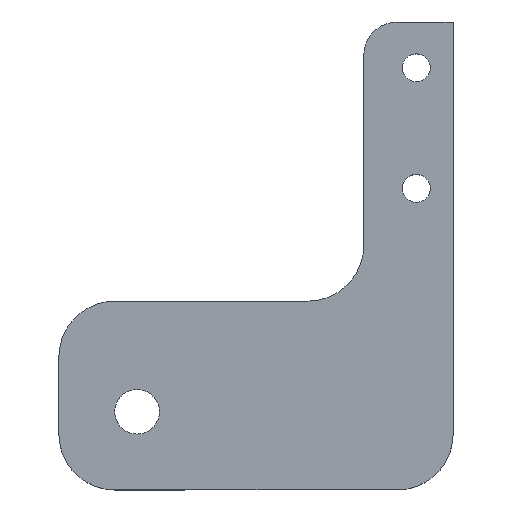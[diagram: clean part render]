
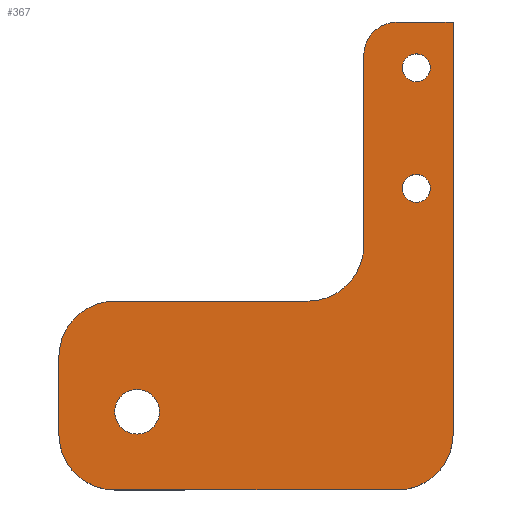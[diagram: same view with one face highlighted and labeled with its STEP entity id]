
A CAD part, top view. The second image highlights one B-rep face of the part: STEP entity #367.
In plain terms, the highlighted planar face has unit normal (0, 0, 1).
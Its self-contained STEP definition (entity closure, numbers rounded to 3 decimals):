
#8 = VERTEX_POINT ( 'NONE', #532 ) ;
#9 = AXIS2_PLACEMENT_3D ( 'NONE', #633, #422, #206 ) ;
#20 = CARTESIAN_POINT ( 'NONE',  ( -8., -20., 4.2 ) ) ;
#21 = EDGE_CURVE ( 'NONE', #289, #426, #334, .T. ) ;
#30 = DIRECTION ( 'NONE',  ( 1., 0., 0. ) ) ;
#32 = ORIENTED_EDGE ( 'NONE', *, *, #381, .T. ) ;
#33 = CARTESIAN_POINT ( 'NONE',  ( 0., -36.9, 4.2 ) ) ;
#35 = EDGE_CURVE ( 'NONE', #553, #198, #270, .T. ) ;
#37 = ORIENTED_EDGE ( 'NONE', *, *, #701, .T. ) ;
#39 = VECTOR ( 'NONE', #389, 1000. ) ;
#50 = EDGE_CURVE ( 'NONE', #120, #148, #606, .T. ) ;
#57 = AXIS2_PLACEMENT_3D ( 'NONE', #129, #399, #674 ) ;
#59 = VERTEX_POINT ( 'NONE', #637 ) ;
#64 = CARTESIAN_POINT ( 'NONE',  ( -28.3, -34.9, 4.2 ) ) ;
#68 = EDGE_CURVE ( 'NONE', #169, #401, #574, .T. ) ;
#70 = AXIS2_PLACEMENT_3D ( 'NONE', #607, #106, #263 ) ;
#74 = DIRECTION ( 'NONE',  ( -1., 0., 0. ) ) ;
#75 = PLANE ( 'NONE',  #492 ) ;
#78 = LINE ( 'NONE', #309, #542 ) ;
#79 = DIRECTION ( 'NONE',  ( -1., 0., 0. ) ) ;
#81 = AXIS2_PLACEMENT_3D ( 'NONE', #140, #190, #187 ) ;
#83 = VECTOR ( 'NONE', #294, 1000. ) ;
#85 = CARTESIAN_POINT ( 'NONE',  ( 0., 0., 4.2 ) ) ;
#97 = EDGE_CURVE ( 'NONE', #198, #553, #176, .T. ) ;
#102 = DIRECTION ( 'NONE',  ( 1., 0., 0. ) ) ;
#106 = DIRECTION ( 'NONE',  ( 0., 0., 1. ) ) ;
#116 = ORIENTED_EDGE ( 'NONE', *, *, #21, .F. ) ;
#120 = VERTEX_POINT ( 'NONE', #666 ) ;
#121 = CARTESIAN_POINT ( 'NONE',  ( -8., -20., 4.2 ) ) ;
#123 = ORIENTED_EDGE ( 'NONE', *, *, #673, .T. ) ;
#124 = CARTESIAN_POINT ( 'NONE',  ( -30.3, -25., 4.2 ) ) ;
#129 = CARTESIAN_POINT ( 'NONE',  ( -3.3, -14.9, 4.2 ) ) ;
#138 = DIRECTION ( 'NONE',  ( 1., 0., 0. ) ) ;
#140 = CARTESIAN_POINT ( 'NONE',  ( -5., -36.9, 4.2 ) ) ;
#144 = ORIENTED_EDGE ( 'NONE', *, *, #685, .T. ) ;
#148 = VERTEX_POINT ( 'NONE', #489 ) ;
#164 = ORIENTED_EDGE ( 'NONE', *, *, #496, .T. ) ;
#165 = EDGE_CURVE ( 'NONE', #549, #59, #231, .T. ) ;
#166 = VERTEX_POINT ( 'NONE', #499 ) ;
#169 = VERTEX_POINT ( 'NONE', #211 ) ;
#170 = DIRECTION ( 'NONE',  ( 0., 0., 1. ) ) ;
#171 = EDGE_LOOP ( 'NONE', ( #600, #116 ) ) ;
#176 = CIRCLE ( 'NONE', #715, 1.25 ) ;
#180 = DIRECTION ( 'NONE',  ( 0., 0., -1. ) ) ;
#185 = LINE ( 'NONE', #580, #83 ) ;
#187 = DIRECTION ( 'NONE',  ( -1., 0., 0. ) ) ;
#190 = DIRECTION ( 'NONE',  ( 0., 0., 1. ) ) ;
#192 = DIRECTION ( 'NONE',  ( 0., 0., 1. ) ) ;
#194 = CARTESIAN_POINT ( 'NONE',  ( -5., 0., 4.2 ) ) ;
#196 = VECTOR ( 'NONE', #30, 1000. ) ;
#197 = EDGE_CURVE ( 'NONE', #59, #554, #382, .T. ) ;
#198 = VERTEX_POINT ( 'NONE', #540 ) ;
#199 = ORIENTED_EDGE ( 'NONE', *, *, #405, .T. ) ;
#203 = DIRECTION ( 'NONE',  ( 0., -1., 0. ) ) ;
#206 = DIRECTION ( 'NONE',  ( 1., 0., 0. ) ) ;
#207 = DIRECTION ( 'NONE',  ( 0., 0., 1. ) ) ;
#211 = CARTESIAN_POINT ( 'NONE',  ( -35.3, -36.9, 4.2 ) ) ;
#225 = CIRCLE ( 'NONE', #594, 2. ) ;
#231 = CIRCLE ( 'NONE', #70, 3. ) ;
#233 = FACE_BOUND ( 'NONE', #269, .T. ) ;
#237 = EDGE_CURVE ( 'NONE', #426, #289, #609, .T. ) ;
#240 = FACE_OUTER_BOUND ( 'NONE', #669, .T. ) ;
#244 = CARTESIAN_POINT ( 'NONE',  ( -30.3, -41.9, 4.2 ) ) ;
#250 = LINE ( 'NONE', #526, #196 ) ;
#252 = ORIENTED_EDGE ( 'NONE', *, *, #97, .F. ) ;
#255 = VERTEX_POINT ( 'NONE', #85 ) ;
#258 = CARTESIAN_POINT ( 'NONE',  ( -3.3, -4.1, 4.2 ) ) ;
#263 = DIRECTION ( 'NONE',  ( -1., 0., 0. ) ) ;
#269 = EDGE_LOOP ( 'NONE', ( #439, #252 ) ) ;
#270 = CIRCLE ( 'NONE', #490, 1.25 ) ;
#287 = DIRECTION ( 'NONE',  ( 0., 0., -1. ) ) ;
#289 = VERTEX_POINT ( 'NONE', #682 ) ;
#294 = DIRECTION ( 'NONE',  ( -1., 0., 0. ) ) ;
#300 = EDGE_CURVE ( 'NONE', #554, #166, #579, .T. ) ;
#301 = AXIS2_PLACEMENT_3D ( 'NONE', #698, #625, #138 ) ;
#306 = DIRECTION ( 'NONE',  ( 1., 0., 0. ) ) ;
#309 = CARTESIAN_POINT ( 'NONE',  ( -35.3, -36.9, 4.2 ) ) ;
#323 = CIRCLE ( 'NONE', #9, 5. ) ;
#325 = EDGE_LOOP ( 'NONE', ( #601, #388 ) ) ;
#330 = ORIENTED_EDGE ( 'NONE', *, *, #300, .T. ) ;
#334 = CIRCLE ( 'NONE', #376, 1.25 ) ;
#346 = FACE_BOUND ( 'NONE', #171, .T. ) ;
#355 = VECTOR ( 'NONE', #410, 1000. ) ;
#356 = CARTESIAN_POINT ( 'NONE',  ( -5., -36.9, 4.2 ) ) ;
#357 = CARTESIAN_POINT ( 'NONE',  ( -5., -41.9, 4.2 ) ) ;
#367 = ADVANCED_FACE ( 'NONE', ( #233, #346, #240, #460 ), #75, .F. ) ;
#376 = AXIS2_PLACEMENT_3D ( 'NONE', #642, #703, #306 ) ;
#378 = CARTESIAN_POINT ( 'NONE',  ( 0., 0., 4.2 ) ) ;
#380 = VERTEX_POINT ( 'NONE', #512 ) ;
#381 = EDGE_CURVE ( 'NONE', #558, #498, #525, .T. ) ;
#382 = LINE ( 'NONE', #121, #39 ) ;
#388 = ORIENTED_EDGE ( 'NONE', *, *, #50, .F. ) ;
#389 = DIRECTION ( 'NONE',  ( 0., -1., 0. ) ) ;
#394 = AXIS2_PLACEMENT_3D ( 'NONE', #425, #471, #477 ) ;
#399 = DIRECTION ( 'NONE',  ( 0., 0., 1. ) ) ;
#401 = VERTEX_POINT ( 'NONE', #244 ) ;
#405 = EDGE_CURVE ( 'NONE', #166, #380, #573, .T. ) ;
#410 = DIRECTION ( 'NONE',  ( -1., 0., 0. ) ) ;
#412 = ORIENTED_EDGE ( 'NONE', *, *, #68, .T. ) ;
#422 = DIRECTION ( 'NONE',  ( 0., 0., 1. ) ) ;
#425 = CARTESIAN_POINT ( 'NONE',  ( -28.3, -34.9, 4.2 ) ) ;
#426 = VERTEX_POINT ( 'NONE', #559 ) ;
#428 = LINE ( 'NONE', #378, #667 ) ;
#434 = CARTESIAN_POINT ( 'NONE',  ( -3.3, -4.1, 4.2 ) ) ;
#439 = ORIENTED_EDGE ( 'NONE', *, *, #35, .F. ) ;
#451 = ORIENTED_EDGE ( 'NONE', *, *, #485, .T. ) ;
#460 = FACE_BOUND ( 'NONE', #325, .T. ) ;
#471 = DIRECTION ( 'NONE',  ( 0., 0., 1. ) ) ;
#477 = DIRECTION ( 'NONE',  ( 1., 0., 0. ) ) ;
#483 = DIRECTION ( 'NONE',  ( 0., 1., 0. ) ) ;
#485 = EDGE_CURVE ( 'NONE', #498, #255, #428, .T. ) ;
#489 = CARTESIAN_POINT ( 'NONE',  ( -30.3, -34.9, 4.2 ) ) ;
#490 = AXIS2_PLACEMENT_3D ( 'NONE', #258, #207, #527 ) ;
#492 = AXIS2_PLACEMENT_3D ( 'NONE', #356, #180, #79 ) ;
#496 = EDGE_CURVE ( 'NONE', #380, #8, #323, .T. ) ;
#498 = VERTEX_POINT ( 'NONE', #33 ) ;
#499 = CARTESIAN_POINT ( 'NONE',  ( -13., -25., 4.2 ) ) ;
#510 = ORIENTED_EDGE ( 'NONE', *, *, #165, .T. ) ;
#512 = CARTESIAN_POINT ( 'NONE',  ( -30.3, -25., 4.2 ) ) ;
#516 = DIRECTION ( 'NONE',  ( 1., 0., 0. ) ) ;
#525 = CIRCLE ( 'NONE', #81, 5. ) ;
#526 = CARTESIAN_POINT ( 'NONE',  ( -5., -41.9, 4.2 ) ) ;
#527 = DIRECTION ( 'NONE',  ( 1., 0., 0. ) ) ;
#532 = CARTESIAN_POINT ( 'NONE',  ( -35.3, -30., 4.2 ) ) ;
#540 = CARTESIAN_POINT ( 'NONE',  ( -4.55, -4.1, 4.2 ) ) ;
#542 = VECTOR ( 'NONE', #203, 1000. ) ;
#549 = VERTEX_POINT ( 'NONE', #194 ) ;
#553 = VERTEX_POINT ( 'NONE', #636 ) ;
#554 = VERTEX_POINT ( 'NONE', #20 ) ;
#558 = VERTEX_POINT ( 'NONE', #357 ) ;
#559 = CARTESIAN_POINT ( 'NONE',  ( -2.05, -14.9, 4.2 ) ) ;
#573 = LINE ( 'NONE', #124, #355 ) ;
#574 = CIRCLE ( 'NONE', #301, 5. ) ;
#579 = CIRCLE ( 'NONE', #640, 5. ) ;
#580 = CARTESIAN_POINT ( 'NONE',  ( -5., 0., 4.2 ) ) ;
#589 = EDGE_CURVE ( 'NONE', #148, #120, #225, .T. ) ;
#594 = AXIS2_PLACEMENT_3D ( 'NONE', #64, #192, #516 ) ;
#600 = ORIENTED_EDGE ( 'NONE', *, *, #237, .F. ) ;
#601 = ORIENTED_EDGE ( 'NONE', *, *, #589, .F. ) ;
#606 = CIRCLE ( 'NONE', #394, 2. ) ;
#607 = CARTESIAN_POINT ( 'NONE',  ( -5., -3., 4.2 ) ) ;
#609 = CIRCLE ( 'NONE', #57, 1.25 ) ;
#612 = CARTESIAN_POINT ( 'NONE',  ( -13., -20., 4.2 ) ) ;
#625 = DIRECTION ( 'NONE',  ( 0., 0., 1. ) ) ;
#633 = CARTESIAN_POINT ( 'NONE',  ( -30.3, -30., 4.2 ) ) ;
#636 = CARTESIAN_POINT ( 'NONE',  ( -2.05, -4.1, 4.2 ) ) ;
#637 = CARTESIAN_POINT ( 'NONE',  ( -8., -3., 4.2 ) ) ;
#640 = AXIS2_PLACEMENT_3D ( 'NONE', #612, #287, #74 ) ;
#642 = CARTESIAN_POINT ( 'NONE',  ( -3.3, -14.9, 4.2 ) ) ;
#654 = ORIENTED_EDGE ( 'NONE', *, *, #197, .T. ) ;
#666 = CARTESIAN_POINT ( 'NONE',  ( -26.3, -34.9, 4.2 ) ) ;
#667 = VECTOR ( 'NONE', #483, 1000. ) ;
#669 = EDGE_LOOP ( 'NONE', ( #37, #510, #654, #330, #199, #164, #123, #412, #144, #32, #451 ) ) ;
#673 = EDGE_CURVE ( 'NONE', #8, #169, #78, .T. ) ;
#674 = DIRECTION ( 'NONE',  ( 1., 0., 0. ) ) ;
#682 = CARTESIAN_POINT ( 'NONE',  ( -4.55, -14.9, 4.2 ) ) ;
#685 = EDGE_CURVE ( 'NONE', #401, #558, #250, .T. ) ;
#698 = CARTESIAN_POINT ( 'NONE',  ( -30.3, -36.9, 4.2 ) ) ;
#701 = EDGE_CURVE ( 'NONE', #255, #549, #185, .T. ) ;
#703 = DIRECTION ( 'NONE',  ( 0., 0., 1. ) ) ;
#715 = AXIS2_PLACEMENT_3D ( 'NONE', #434, #170, #102 ) ;
